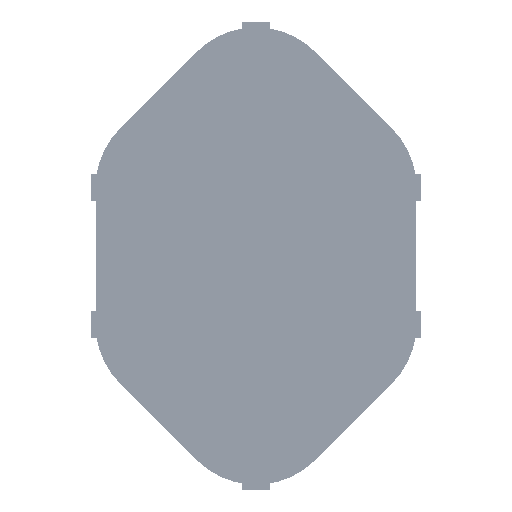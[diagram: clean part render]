
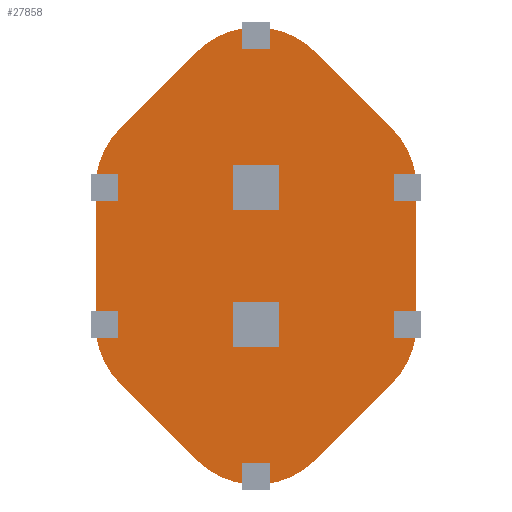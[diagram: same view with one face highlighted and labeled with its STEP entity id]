
A CAD part, front view. The second image highlights one B-rep face of the part: STEP entity #27858.
In plain terms, the highlighted planar face has unit normal (0, -1, 0).
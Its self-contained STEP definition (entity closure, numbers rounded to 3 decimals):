
#1411 = DIRECTION ( 'NONE',  ( 0., 1., 0. ) ) ;
#1581 = DIRECTION ( 'NONE',  ( 0., 0., 1. ) ) ;
#1809 = ORIENTED_EDGE ( 'NONE', *, *, #21199, .F. ) ;
#2175 = LINE ( 'NONE', #17528, #25624 ) ;
#2716 = VERTEX_POINT ( 'NONE', #30345 ) ;
#3122 = CARTESIAN_POINT ( 'NONE',  ( -1695., 0., 1505. ) ) ;
#3779 = DIRECTION ( 'NONE',  ( 0., 0., 1. ) ) ;
#4291 = DIRECTION ( 'NONE',  ( 0., 0., -1. ) ) ;
#5697 = ORIENTED_EDGE ( 'NONE', *, *, #34958, .F. ) ;
#5891 = VERTEX_POINT ( 'NONE', #7379 ) ;
#5983 = DIRECTION ( 'NONE',  ( 0., 0., -1. ) ) ;
#5998 = DIRECTION ( 'NONE',  ( 0., 0., -1. ) ) ;
#6474 = VERTEX_POINT ( 'NONE', #31809 ) ;
#6778 = DIRECTION ( 'NONE',  ( 0.708, 0., -0.706 ) ) ;
#7379 = CARTESIAN_POINT ( 'NONE',  ( 1292.093, 0., -4490.915 ) ) ;
#7639 = VECTOR ( 'NONE', #6778, 1000. ) ;
#8173 = ORIENTED_EDGE ( 'NONE', *, *, #25983, .F. ) ;
#8179 = CARTESIAN_POINT ( 'NONE',  ( 0., 0., 3195. ) ) ;
#8670 = VERTEX_POINT ( 'NONE', #31000 ) ;
#9084 = EDGE_CURVE ( 'NONE', #12435, #16177, #35145, .T. ) ;
#9205 = VECTOR ( 'NONE', #17342, 1000. ) ;
#9813 = ORIENTED_EDGE ( 'NONE', *, *, #35510, .T. ) ;
#10234 = VECTOR ( 'NONE', #22971, 1000. ) ;
#10549 = AXIS2_PLACEMENT_3D ( 'NONE', #33205, #11510, #5998 ) ;
#10891 = ORIENTED_EDGE ( 'NONE', *, *, #29185, .F. ) ;
#10897 = AXIS2_PLACEMENT_3D ( 'NONE', #37279, #16214, #31969 ) ;
#11098 = DIRECTION ( 'NONE',  ( -0.708, 0., -0.706 ) ) ;
#11506 = LINE ( 'NONE', #33014, #31069 ) ;
#11507 = AXIS2_PLACEMENT_3D ( 'NONE', #15754, #19114, #1581 ) ;
#11510 = DIRECTION ( 'NONE',  ( 0., -1., 0. ) ) ;
#12302 = EDGE_CURVE ( 'NONE', #2716, #23984, #25915, .T. ) ;
#12435 = VERTEX_POINT ( 'NONE', #28634 ) ;
#13219 = ORIENTED_EDGE ( 'NONE', *, *, #12302, .F. ) ;
#13327 = DIRECTION ( 'NONE',  ( 0., 1., 0. ) ) ;
#13962 = EDGE_CURVE ( 'NONE', #36630, #34800, #11506, .T. ) ;
#14058 = CIRCLE ( 'NONE', #35420, 1830. ) ;
#15093 = ORIENTED_EDGE ( 'NONE', *, *, #31980, .T. ) ;
#15191 = ORIENTED_EDGE ( 'NONE', *, *, #9084, .F. ) ;
#15675 = VECTOR ( 'NONE', #11098, 1000. ) ;
#15754 = CARTESIAN_POINT ( 'NONE',  ( -1695., 0., -1505. ) ) ;
#16172 = CARTESIAN_POINT ( 'NONE',  ( 2987.093, 0., 2800.915 ) ) ;
#16177 = VERTEX_POINT ( 'NONE', #31036 ) ;
#16214 = DIRECTION ( 'NONE',  ( 0., -1., 0. ) ) ;
#16734 = CARTESIAN_POINT ( 'NONE',  ( 1292.093, 0., 4490.915 ) ) ;
#16947 = VERTEX_POINT ( 'NONE', #27392 ) ;
#17102 = ORIENTED_EDGE ( 'NONE', *, *, #25046, .T. ) ;
#17252 = DIRECTION ( 'NONE',  ( 0., 1., 0. ) ) ;
#17342 = DIRECTION ( 'NONE',  ( 0., 0., -1. ) ) ;
#17528 = CARTESIAN_POINT ( 'NONE',  ( -1292.093, 0., 4490.915 ) ) ;
#18180 = AXIS2_PLACEMENT_3D ( 'NONE', #21884, #1411, #3779 ) ;
#18445 = CIRCLE ( 'NONE', #10897, 1830. ) ;
#18866 = CARTESIAN_POINT ( 'NONE',  ( 0., 0., 3195. ) ) ;
#18961 = EDGE_CURVE ( 'NONE', #2716, #16947, #23487, .T. ) ;
#19114 = DIRECTION ( 'NONE',  ( 0., -1., 0. ) ) ;
#19243 = ORIENTED_EDGE ( 'NONE', *, *, #22302, .F. ) ;
#20698 = LINE ( 'NONE', #32716, #9205 ) ;
#21199 = EDGE_CURVE ( 'NONE', #6474, #22513, #2175, .T. ) ;
#21245 = CARTESIAN_POINT ( 'NONE',  ( -1292.093, 0., -4490.915 ) ) ;
#21884 = CARTESIAN_POINT ( 'NONE',  ( 1695., 0., -1505. ) ) ;
#22302 = EDGE_CURVE ( 'NONE', #8670, #12435, #20698, .T. ) ;
#22513 = VERTEX_POINT ( 'NONE', #37201 ) ;
#22971 = DIRECTION ( 'NONE',  ( 0., 0., 1. ) ) ;
#23037 = FACE_OUTER_BOUND ( 'NONE', #27226, .T. ) ;
#23487 = CIRCLE ( 'NONE', #11507, 1830. ) ;
#23799 = DIRECTION ( 'NONE',  ( 0., 1., 0. ) ) ;
#23984 = VERTEX_POINT ( 'NONE', #25484 ) ;
#24701 = LINE ( 'NONE', #33776, #7639 ) ;
#25046 = EDGE_CURVE ( 'NONE', #8670, #36630, #29556, .T. ) ;
#25484 = CARTESIAN_POINT ( 'NONE',  ( -3525., 0., 1505. ) ) ;
#25624 = VECTOR ( 'NONE', #26186, 1000. ) ;
#25753 = DIRECTION ( 'NONE',  ( 0., 0., -1. ) ) ;
#25915 = LINE ( 'NONE', #37922, #10234 ) ;
#25983 = EDGE_CURVE ( 'NONE', #22513, #27702, #38233, .T. ) ;
#26083 = LINE ( 'NONE', #38092, #15675 ) ;
#26186 = DIRECTION ( 'NONE',  ( 0.708, 0., 0.706 ) ) ;
#27086 = PLANE ( 'NONE',  #10549 ) ;
#27226 = EDGE_LOOP ( 'NONE', ( #34195, #36087, #8173, #1809, #5697, #13219, #35887, #15093, #9813, #10891, #15191, #19243, #17102 ) ) ;
#27392 = CARTESIAN_POINT ( 'NONE',  ( -2987.093, 0., -2800.915 ) ) ;
#27468 = EDGE_CURVE ( 'NONE', #27702, #34800, #34428, .T. ) ;
#27542 = AXIS2_PLACEMENT_3D ( 'NONE', #8179, #17252, #5983 ) ;
#27702 = VERTEX_POINT ( 'NONE', #34593 ) ;
#27858 = ADVANCED_FACE ( 'NONE', ( #23037 ), #27086, .T. ) ;
#28634 = CARTESIAN_POINT ( 'NONE',  ( 3525., 0., -1505. ) ) ;
#28714 = CARTESIAN_POINT ( 'NONE',  ( 1695., 0., 1505. ) ) ;
#29185 = EDGE_CURVE ( 'NONE', #16177, #5891, #26083, .T. ) ;
#29556 = CIRCLE ( 'NONE', #33335, 1830. ) ;
#30345 = CARTESIAN_POINT ( 'NONE',  ( -3525., 0., -1505. ) ) ;
#31000 = CARTESIAN_POINT ( 'NONE',  ( 3525., 0., 1505. ) ) ;
#31036 = CARTESIAN_POINT ( 'NONE',  ( 2987.093, 0., -2800.915 ) ) ;
#31069 = VECTOR ( 'NONE', #35941, 1000. ) ;
#31809 = CARTESIAN_POINT ( 'NONE',  ( -2987.093, 0., 2800.915 ) ) ;
#31969 = DIRECTION ( 'NONE',  ( 0., 0., 1. ) ) ;
#31980 = EDGE_CURVE ( 'NONE', #16947, #35002, #24701, .T. ) ;
#32716 = CARTESIAN_POINT ( 'NONE',  ( 3525., 0., 5025. ) ) ;
#33014 = CARTESIAN_POINT ( 'NONE',  ( 1292.093, 0., 4490.915 ) ) ;
#33172 = AXIS2_PLACEMENT_3D ( 'NONE', #18866, #13327, #4291 ) ;
#33205 = CARTESIAN_POINT ( 'NONE',  ( 0., 0., 0. ) ) ;
#33335 = AXIS2_PLACEMENT_3D ( 'NONE', #28714, #34802, #25753 ) ;
#33776 = CARTESIAN_POINT ( 'NONE',  ( -1292.093, 0., -4490.915 ) ) ;
#34195 = ORIENTED_EDGE ( 'NONE', *, *, #13962, .T. ) ;
#34428 = CIRCLE ( 'NONE', #33172, 1830. ) ;
#34593 = CARTESIAN_POINT ( 'NONE',  ( 0., 0., 5025. ) ) ;
#34800 = VERTEX_POINT ( 'NONE', #16734 ) ;
#34802 = DIRECTION ( 'NONE',  ( 0., -1., 0. ) ) ;
#34958 = EDGE_CURVE ( 'NONE', #23984, #6474, #14058, .T. ) ;
#35002 = VERTEX_POINT ( 'NONE', #21245 ) ;
#35145 = CIRCLE ( 'NONE', #18180, 1830. ) ;
#35420 = AXIS2_PLACEMENT_3D ( 'NONE', #3122, #23799, #35811 ) ;
#35510 = EDGE_CURVE ( 'NONE', #35002, #5891, #18445, .T. ) ;
#35811 = DIRECTION ( 'NONE',  ( 0., 0., -1. ) ) ;
#35887 = ORIENTED_EDGE ( 'NONE', *, *, #18961, .T. ) ;
#35941 = DIRECTION ( 'NONE',  ( -0.708, 0., 0.706 ) ) ;
#36087 = ORIENTED_EDGE ( 'NONE', *, *, #27468, .F. ) ;
#36630 = VERTEX_POINT ( 'NONE', #16172 ) ;
#37201 = CARTESIAN_POINT ( 'NONE',  ( -1292.093, 0., 4490.915 ) ) ;
#37279 = CARTESIAN_POINT ( 'NONE',  ( 0., 0., -3195. ) ) ;
#37922 = CARTESIAN_POINT ( 'NONE',  ( -3525., 0., 5025. ) ) ;
#38092 = CARTESIAN_POINT ( 'NONE',  ( 1292.093, 0., -4490.915 ) ) ;
#38233 = CIRCLE ( 'NONE', #27542, 1830. ) ;
